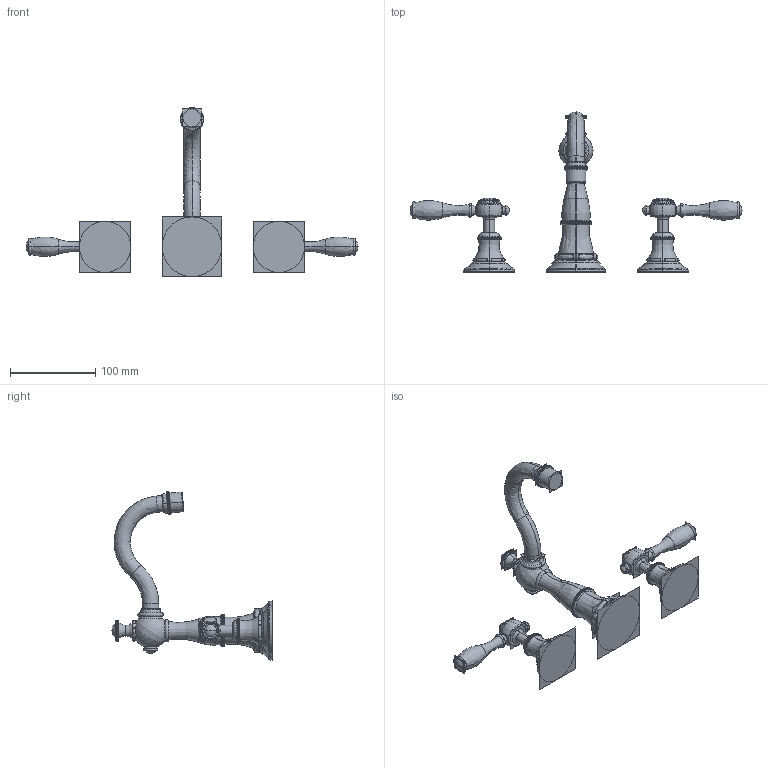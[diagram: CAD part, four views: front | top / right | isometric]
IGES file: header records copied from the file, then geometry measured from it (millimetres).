
Start section:  PTC IGES file: 1770_asm.igs
Global section: file name: 1770_asm.igs; native system: Creo Parametric by PTC Inc.; preprocessor: 2018400; author: jinson.thomas; organization: Unknown; date: 20201126.154803; units: inch
Bounding box: 388.42 x 187.35 x 197.67 mm (x, y, z)
Volume: 383219 mm3; surface area: 323708.7 mm2
Topology: 3 solids, 17 shells, 2106 faces, 9917 edges, 12316 vertices
Faces by surface type: bspline 1630, revolution 476
